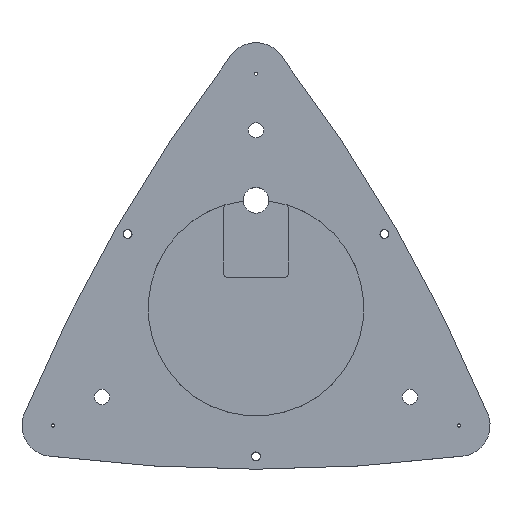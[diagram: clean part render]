
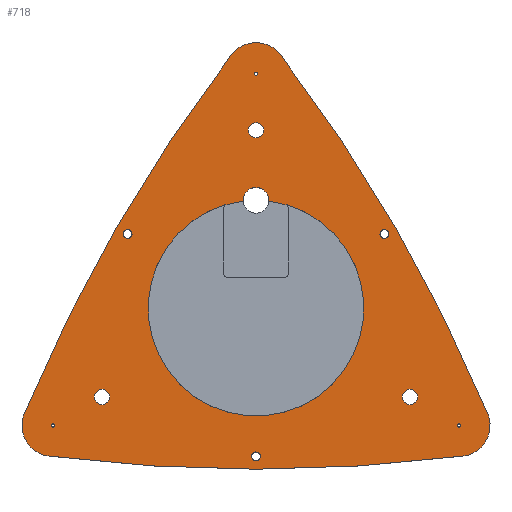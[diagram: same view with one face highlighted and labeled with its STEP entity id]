
A CAD part, top view. The second image highlights one B-rep face of the part: STEP entity #718.
In plain terms, the highlighted planar face has unit normal (0, 0, 1).
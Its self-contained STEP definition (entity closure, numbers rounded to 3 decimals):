
#73=CARTESIAN_POINT('',(-146.25,-93.098,12.5));
#74=VERTEX_POINT('',#73);
#75=CARTESIAN_POINT('',(-150.0,-86.603,12.5));
#76=DIRECTION('',(0.0,0.0,-1.0));
#77=DIRECTION('',(-0.5,0.866,0.0));
#78=AXIS2_PLACEMENT_3D('',#75,#76,#77);
#79=CIRCLE('',#78,7.5);
#80=EDGE_CURVE('',#74,#74,#79,.T.);
#141=CARTESIAN_POINT('',(153.75,-80.107,12.5));
#142=VERTEX_POINT('',#141);
#143=CARTESIAN_POINT('',(150.,-86.603,12.5));
#144=DIRECTION('',(0.0,0.0,-1.0));
#145=DIRECTION('',(-0.5,-0.866,0.0));
#146=AXIS2_PLACEMENT_3D('',#143,#144,#145);
#147=CIRCLE('',#146,7.5);
#148=EDGE_CURVE('',#142,#142,#147,.T.);
#209=CARTESIAN_POINT('',(-7.5,173.205,12.5));
#210=VERTEX_POINT('',#209);
#211=CARTESIAN_POINT('',(0.,173.205,12.5));
#212=DIRECTION('',(0.0,0.0,-1.0));
#213=DIRECTION('',(1.0,0.0,0.0));
#214=AXIS2_PLACEMENT_3D('',#211,#212,#213);
#215=CIRCLE('',#214,7.5);
#216=EDGE_CURVE('',#210,#210,#215,.T.);
#534=CARTESIAN_POINT('',(-12.478,104.256,12.5));
#535=VERTEX_POINT('',#534);
#543=CARTESIAN_POINT('',(12.478,104.256,12.5));
#544=VERTEX_POINT('',#543);
#551=CARTESIAN_POINT('',(0.,105.0,12.5));
#552=DIRECTION('',(0.0,0.0,-1.0));
#553=DIRECTION('',(-1.0,0.0,0.0));
#554=AXIS2_PLACEMENT_3D('',#551,#552,#553);
#555=CIRCLE('',#554,12.5);
#556=EDGE_CURVE('',#535,#544,#555,.T.);
#572=CARTESIAN_POINT('',(0.,0.,12.5));
#573=DIRECTION('',(0.0,0.0,1.0));
#574=DIRECTION('',(1.0,0.0,0.0));
#575=AXIS2_PLACEMENT_3D('',#572,#573,#574);
#576=PLANE('',#575);
#577=CARTESIAN_POINT('',(24.016,246.616,12.5));
#578=VERTEX_POINT('',#577);
#579=CARTESIAN_POINT('',(-24.016,246.616,12.5));
#580=VERTEX_POINT('',#579);
#581=CARTESIAN_POINT('',(0.,228.368,12.5));
#582=DIRECTION('',(0.0,0.0,1.0));
#583=DIRECTION('',(-0.796,-0.605,0.0));
#584=AXIS2_PLACEMENT_3D('',#581,#582,#583);
#585=CIRCLE('',#584,30.163);
#586=EDGE_CURVE('',#578,#580,#585,.T.);
#587=ORIENTED_EDGE('',*,*,#586,.T.);
#588=CARTESIAN_POINT('',(-225.584,-102.509,12.5));
#589=VERTEX_POINT('',#588);
#590=CARTESIAN_POINT('',(1251.594,-722.608,12.5));
#591=DIRECTION('',(0.0,0.0,1.0));
#592=DIRECTION('',(0.796,-0.605,0.0));
#593=AXIS2_PLACEMENT_3D('',#590,#591,#592);
#594=CIRCLE('',#593,1602.053);
#595=EDGE_CURVE('',#580,#589,#594,.T.);
#596=ORIENTED_EDGE('',*,*,#595,.T.);
#597=CARTESIAN_POINT('',(-201.567,-144.107,12.5));
#598=VERTEX_POINT('',#597);
#599=CARTESIAN_POINT('',(-197.772,-114.184,12.5));
#600=DIRECTION('',(0.0,0.0,1.0));
#601=DIRECTION('',(0.922,-0.387,0.0));
#602=AXIS2_PLACEMENT_3D('',#599,#600,#601);
#603=CIRCLE('',#602,30.162);
#604=EDGE_CURVE('',#589,#598,#603,.T.);
#605=ORIENTED_EDGE('',*,*,#604,.T.);
#606=CARTESIAN_POINT('',(201.567,-144.107,12.5));
#607=VERTEX_POINT('',#606);
#608=CARTESIAN_POINT('',(0.0,1445.216,12.5));
#609=DIRECTION('',(0.0,0.0,1.0));
#610=DIRECTION('',(0.126,0.992,0.0));
#611=AXIS2_PLACEMENT_3D('',#608,#609,#610);
#612=CIRCLE('',#611,1602.053);
#613=EDGE_CURVE('',#598,#607,#612,.T.);
#614=ORIENTED_EDGE('',*,*,#613,.T.);
#615=CARTESIAN_POINT('',(225.584,-102.509,12.5));
#616=VERTEX_POINT('',#615);
#617=CARTESIAN_POINT('',(197.772,-114.184,12.5));
#618=DIRECTION('',(0.0,0.0,1.0));
#619=DIRECTION('',(-0.126,0.992,0.0));
#620=AXIS2_PLACEMENT_3D('',#617,#618,#619);
#621=CIRCLE('',#620,30.162);
#622=EDGE_CURVE('',#607,#616,#621,.T.);
#623=ORIENTED_EDGE('',*,*,#622,.T.);
#624=CARTESIAN_POINT('',(-1251.594,-722.608,12.5));
#625=DIRECTION('',(0.0,0.0,1.0));
#626=DIRECTION('',(-0.922,-0.387,0.0));
#627=AXIS2_PLACEMENT_3D('',#624,#625,#626);
#628=CIRCLE('',#627,1602.053);
#629=EDGE_CURVE('',#616,#578,#628,.T.);
#630=ORIENTED_EDGE('',*,*,#629,.T.);
#631=EDGE_LOOP('',(#587,#596,#605,#614,#623,#630));
#632=FACE_OUTER_BOUND('',#631,.T.);
#633=ORIENTED_EDGE('',*,*,#80,.T.);
#634=EDGE_LOOP('',(#633));
#635=FACE_BOUND('',#634,.T.);
#636=ORIENTED_EDGE('',*,*,#148,.T.);
#637=EDGE_LOOP('',(#636));
#638=FACE_BOUND('',#637,.T.);
#639=ORIENTED_EDGE('',*,*,#216,.T.);
#640=EDGE_LOOP('',(#639));
#641=FACE_BOUND('',#640,.T.);
#642=CARTESIAN_POINT('',(1.587,228.368,12.5));
#643=VERTEX_POINT('',#642);
#644=CARTESIAN_POINT('',(0.,228.368,12.5));
#645=DIRECTION('',(0.0,0.0,-1.0));
#646=DIRECTION('',(-1.0,0.0,0.0));
#647=AXIS2_PLACEMENT_3D('',#644,#645,#646);
#648=CIRCLE('',#647,1.588);
#649=EDGE_CURVE('',#643,#643,#648,.T.);
#650=ORIENTED_EDGE('',*,*,#649,.T.);
#651=EDGE_LOOP('',(#650));
#652=FACE_BOUND('',#651,.T.);
#653=CARTESIAN_POINT('',(-196.185,-114.184,12.5));
#654=VERTEX_POINT('',#653);
#655=CARTESIAN_POINT('',(-197.772,-114.184,12.5));
#656=DIRECTION('',(0.0,0.0,-1.0));
#657=DIRECTION('',(-1.0,0.0,0.0));
#658=AXIS2_PLACEMENT_3D('',#655,#656,#657);
#659=CIRCLE('',#658,1.588);
#660=EDGE_CURVE('',#654,#654,#659,.T.);
#661=ORIENTED_EDGE('',*,*,#660,.T.);
#662=EDGE_LOOP('',(#661));
#663=FACE_BOUND('',#662,.T.);
#664=CARTESIAN_POINT('',(199.36,-114.184,12.5));
#665=VERTEX_POINT('',#664);
#666=CARTESIAN_POINT('',(197.772,-114.184,12.5));
#667=DIRECTION('',(0.0,0.0,-1.0));
#668=DIRECTION('',(-1.0,0.0,0.0));
#669=AXIS2_PLACEMENT_3D('',#666,#667,#668);
#670=CIRCLE('',#669,1.588);
#671=EDGE_CURVE('',#665,#665,#670,.T.);
#672=ORIENTED_EDGE('',*,*,#671,.T.);
#673=EDGE_LOOP('',(#672));
#674=FACE_BOUND('',#673,.T.);
#675=CARTESIAN_POINT('',(-120.75,72.169,12.5));
#676=VERTEX_POINT('',#675);
#677=CARTESIAN_POINT('',(-125.,72.169,12.5));
#678=DIRECTION('',(0.0,0.0,-1.0));
#679=DIRECTION('',(-1.0,0.0,0.0));
#680=AXIS2_PLACEMENT_3D('',#677,#678,#679);
#681=CIRCLE('',#680,4.25);
#682=EDGE_CURVE('',#676,#676,#681,.T.);
#683=ORIENTED_EDGE('',*,*,#682,.T.);
#684=EDGE_LOOP('',(#683));
#685=FACE_BOUND('',#684,.T.);
#686=CARTESIAN_POINT('',(129.25,72.169,12.5));
#687=VERTEX_POINT('',#686);
#688=CARTESIAN_POINT('',(125.,72.169,12.5));
#689=DIRECTION('',(0.0,0.0,-1.0));
#690=DIRECTION('',(-1.0,0.0,0.0));
#691=AXIS2_PLACEMENT_3D('',#688,#689,#690);
#692=CIRCLE('',#691,4.25);
#693=EDGE_CURVE('',#687,#687,#692,.T.);
#694=ORIENTED_EDGE('',*,*,#693,.T.);
#695=EDGE_LOOP('',(#694));
#696=FACE_BOUND('',#695,.T.);
#697=CARTESIAN_POINT('',(4.25,-144.338,12.5));
#698=VERTEX_POINT('',#697);
#699=CARTESIAN_POINT('',(0.,-144.338,12.5));
#700=DIRECTION('',(0.0,0.0,-1.0));
#701=DIRECTION('',(-1.0,0.0,0.0));
#702=AXIS2_PLACEMENT_3D('',#699,#700,#701);
#703=CIRCLE('',#702,4.25);
#704=EDGE_CURVE('',#698,#698,#703,.T.);
#705=ORIENTED_EDGE('',*,*,#704,.T.);
#706=EDGE_LOOP('',(#705));
#707=FACE_BOUND('',#706,.T.);
#708=ORIENTED_EDGE('',*,*,#556,.T.);
#709=CARTESIAN_POINT('',(0.0,0.0,12.5));
#710=DIRECTION('',(0.0,0.0,-1.0));
#711=DIRECTION('',(-1.0,0.0,0.0));
#712=AXIS2_PLACEMENT_3D('',#709,#710,#711);
#713=CIRCLE('',#712,105.0);
#714=EDGE_CURVE('',#544,#535,#713,.T.);
#715=ORIENTED_EDGE('',*,*,#714,.T.);
#716=EDGE_LOOP('',(#708,#715));
#717=FACE_BOUND('',#716,.T.);
#718=ADVANCED_FACE('',(#632,#635,#638,#641,#652,#663,#674,#685,#696,#707,#717),#576,.T.);
